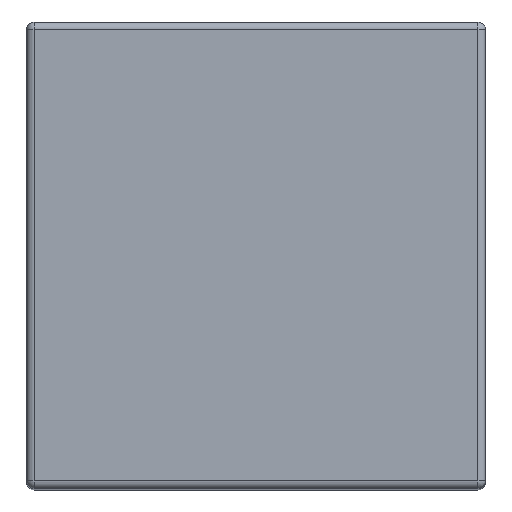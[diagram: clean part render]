
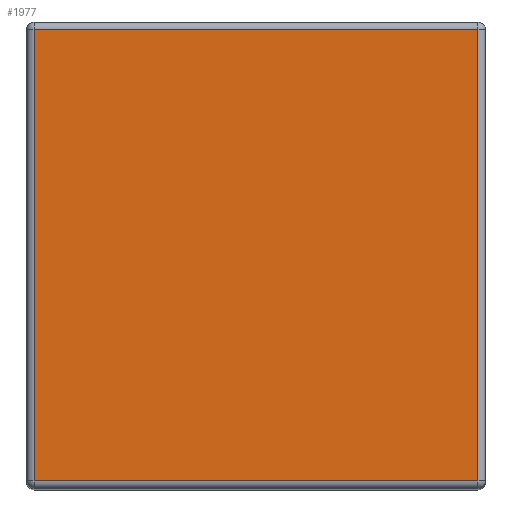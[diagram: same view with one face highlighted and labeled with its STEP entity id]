
A CAD part, top view. The second image highlights one B-rep face of the part: STEP entity #1977.
In plain terms, the highlighted planar face has unit normal (0, 0, 1).
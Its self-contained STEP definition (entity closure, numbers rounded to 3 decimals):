
#917=DIRECTION('',(1.,0.,0.));
#918=VECTOR('',#917,29.);
#919=CARTESIAN_POINT('',(-14.5,30.,26.25));
#920=LINE('',#919,#918);
#924=DIRECTION('',(0.,-1.,0.));
#925=VECTOR('',#924,29.5);
#926=CARTESIAN_POINT('',(14.5,30.,26.25));
#927=LINE('',#926,#925);
#931=DIRECTION('',(-1.,0.,0.));
#932=VECTOR('',#931,29.);
#933=CARTESIAN_POINT('',(14.5,0.5,26.25));
#934=LINE('',#933,#932);
#938=DIRECTION('',(0.,-1.,0.));
#939=VECTOR('',#938,29.5);
#940=CARTESIAN_POINT('',(-14.5,30.,26.25));
#941=LINE('',#940,#939);
#1125=CARTESIAN_POINT('',(-14.5,30.,26.25));
#1126=CARTESIAN_POINT('',(14.5,30.,26.25));
#1127=VERTEX_POINT('',#1125);
#1128=VERTEX_POINT('',#1126);
#1131=CARTESIAN_POINT('',(-14.5,0.5,26.25));
#1132=VERTEX_POINT('',#1131);
#1135=CARTESIAN_POINT('',(14.5,0.5,26.25));
#1136=VERTEX_POINT('',#1135);
#1964=CARTESIAN_POINT('',(-15.,0.,26.25));
#1965=DIRECTION('',(0.,0.,1.));
#1966=DIRECTION('',(1.,0.,0.));
#1967=AXIS2_PLACEMENT_3D('',#1964,#1965,#1966);
#1968=PLANE('',#1967);
#1969=ORIENTED_EDGE('',*,*,#1955,.T.);
#1971=ORIENTED_EDGE('',*,*,#1970,.T.);
#1972=ORIENTED_EDGE('',*,*,#1587,.T.);
#1974=ORIENTED_EDGE('',*,*,#1973,.F.);
#1975=EDGE_LOOP('',(#1969,#1971,#1972,#1974));
#1976=FACE_OUTER_BOUND('',#1975,.F.);
#1977=ADVANCED_FACE('',(#1976),#1968,.T.);
#1587=EDGE_CURVE('',#1136,#1132,#934,.T.);
#1955=EDGE_CURVE('',#1127,#1128,#920,.T.);
#1970=EDGE_CURVE('',#1128,#1136,#927,.T.);
#1973=EDGE_CURVE('',#1127,#1132,#941,.T.);
